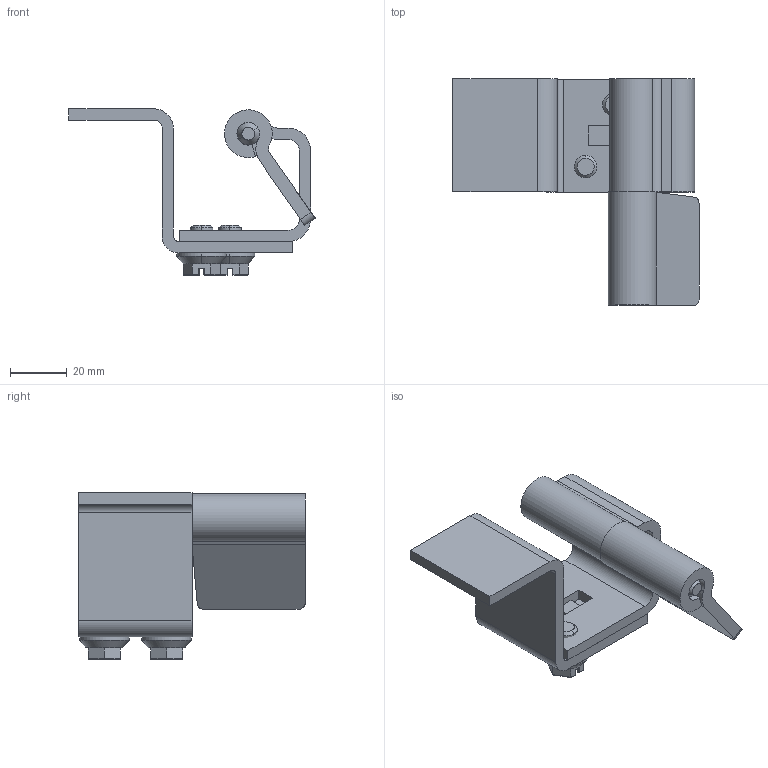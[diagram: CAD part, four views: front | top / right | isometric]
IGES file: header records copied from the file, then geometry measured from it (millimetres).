
Start section: ------------------------------------------------------------------------
Global section: file name: PC010.10316.TEH_1046_U1_23170.igs; native system: spGate; preprocessor: ver17.5.2; author: Unknown; organization: Unknown; date: 210804.162731; units: millimetre
Bounding box: 87.14 x 80 x 58.85 mm (x, y, z)
Volume: 56873.7 mm3; surface area: 32766.8 mm2
Topology: 7 solids, 7 shells, 303 faces, 755 edges, 461 vertices
Faces by surface type: bspline 303
